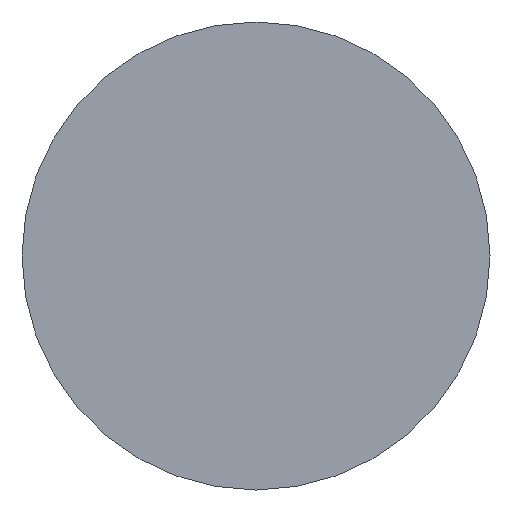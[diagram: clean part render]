
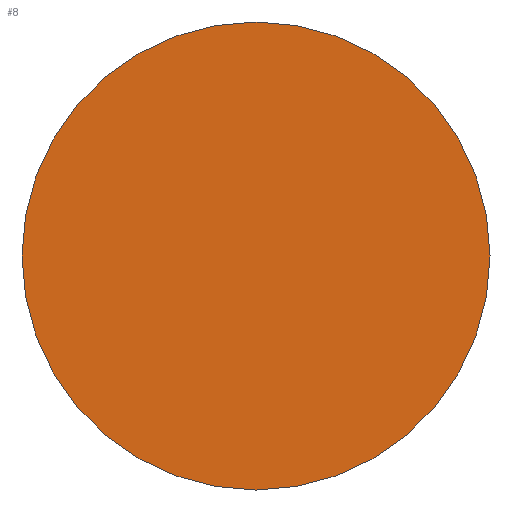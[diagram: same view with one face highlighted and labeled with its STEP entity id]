
A CAD part, left-side view. The second image highlights one B-rep face of the part: STEP entity #8.
In plain terms, the highlighted planar face has unit normal (-1, 0, 0).
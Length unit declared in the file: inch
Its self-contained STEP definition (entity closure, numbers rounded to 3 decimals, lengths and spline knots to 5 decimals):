
#8 = ADVANCED_FACE ( 'NONE', ( #219 ), #218, .T. ) ;
#10 = ORIENTED_EDGE ( 'NONE', *, *, #14, .F. ) ;
#14 = EDGE_CURVE ( 'NONE', #93, #95, #199, .T. ) ;
#35 = EDGE_LOOP ( 'NONE', ( #576, #10 ) ) ;
#54 = EDGE_CURVE ( 'NONE', #95, #93, #281, .T. ) ;
#93 = VERTEX_POINT ( 'NONE', #334 ) ;
#95 = VERTEX_POINT ( 'NONE', #323 ) ;
#170 = CARTESIAN_POINT ( 'NONE',  ( -0.272, 0., 0. ) ) ;
#175 = AXIS2_PLACEMENT_3D ( 'NONE', #170, #207, #206 ) ;
#195 = DIRECTION ( 'NONE',  ( 0., 0., -1. ) ) ;
#196 = DIRECTION ( 'NONE',  ( 1., 0., 0. ) ) ;
#197 = CARTESIAN_POINT ( 'NONE',  ( -0.272, 0., 0. ) ) ;
#198 = AXIS2_PLACEMENT_3D ( 'NONE', #197, #196, #195 ) ;
#199 = CIRCLE ( 'NONE', #198, 0.0175 ) ;
#206 = DIRECTION ( 'NONE',  ( 0., 0., 1. ) ) ;
#207 = DIRECTION ( 'NONE',  ( -1., 0., 0. ) ) ;
#218 = PLANE ( 'NONE',  #175 ) ;
#219 = FACE_OUTER_BOUND ( 'NONE', #35, .T. ) ;
#276 = DIRECTION ( 'NONE',  ( 0., 0., -1. ) ) ;
#277 = DIRECTION ( 'NONE',  ( 1., 0., 0. ) ) ;
#278 = CARTESIAN_POINT ( 'NONE',  ( -0.272, 0., 0. ) ) ;
#281 = CIRCLE ( 'NONE', #285, 0.0175 ) ;
#285 = AXIS2_PLACEMENT_3D ( 'NONE', #278, #277, #276 ) ;
#323 = CARTESIAN_POINT ( 'NONE',  ( -0.272, 0., -0.0175 ) ) ;
#334 = CARTESIAN_POINT ( 'NONE',  ( -0.272, 0., 0.0175 ) ) ;
#576 = ORIENTED_EDGE ( 'NONE', *, *, #54, .F. ) ;
